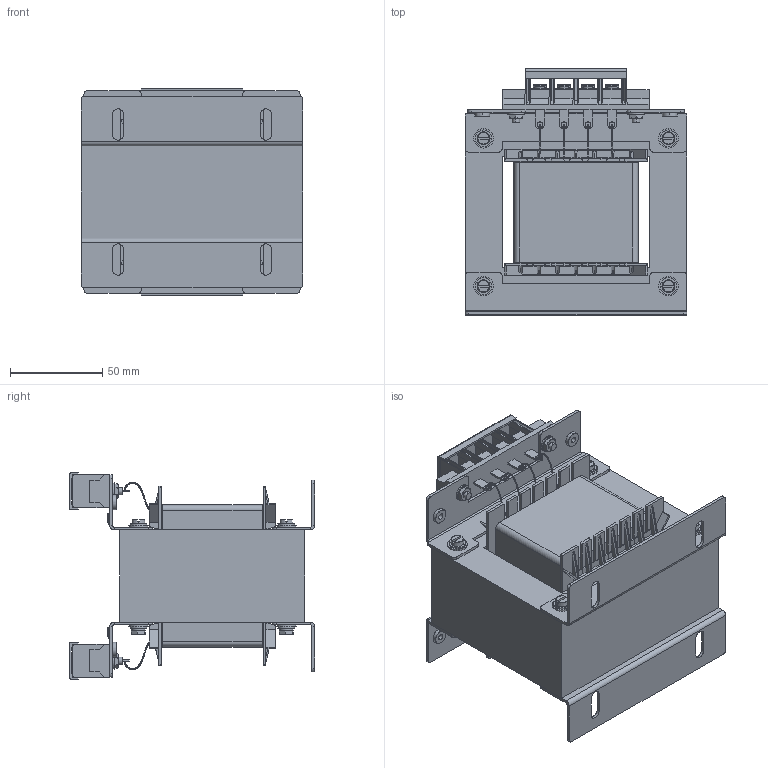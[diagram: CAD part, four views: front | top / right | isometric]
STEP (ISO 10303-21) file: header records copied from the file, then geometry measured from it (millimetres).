
FILE_DESCRIPTION (( 'STEP AP214' ), '1' );
FILE_NAME ('9405 STEP.STEP', '2025-04-11T12:39:02', ( '' ), ( '' ), 'SwSTEP 2.0', 'SolidWorks 2022', '' );
FILE_SCHEMA (( 'AUTOMOTIVE_DESIGN' ));
Length unit declared in the file: millimetre
Products named in the file (1): 9405 STEP
Bounding box: 120 x 133 x 111.78 mm (x, y, z)
Volume: 727151.1 mm3; surface area: 216786.3 mm2
Topology: 63 solids, 63 shells, 3116 faces, 7945 edges, 4982 vertices
Faces by surface type: plane 1965, cylinder 673, bspline 170, torus 164, cone 144
Entity records: 137347 total; most frequent: CARTESIAN_POINT 28934, ORIENTED_EDGE 15826, DIRECTION 14153, EDGE_CURVE 7913, VECTOR 5275, LINE 5275, VERTEX_POINT 4982, AXIS2_PLACEMENT_3D 4439
